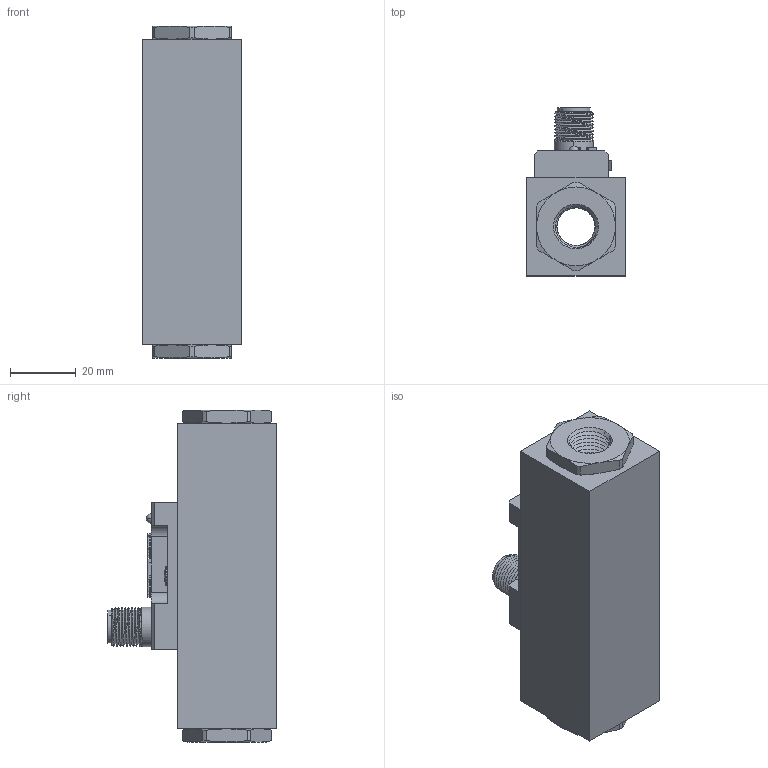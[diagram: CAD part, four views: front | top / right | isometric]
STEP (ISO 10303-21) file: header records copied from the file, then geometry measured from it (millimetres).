
FILE_DESCRIPTION((''),'2;1');
FILE_NAME('FC210-G14KDCM1-3D_ASM','2021-10-22T',('Administrator'),(''),'CREO PARAMETRIC BY PTC INC, 2014350','CREO PARAMETRIC BY PTC INC, 2014350','');
FILE_SCHEMA(('CONFIG_CONTROL_DESIGN'));
Length unit declared in the file: millimetre
Products named in the file (7): FC210-G12K-L1-3D; FC210-HK-KT-LED; HSHSM-4; HK-KT-LED_ASM; M3X6MM-DZ; G12M-G14K-FC210; FC210-G14KDCM1-3D_ASM
Assembly tree (7 placements, depth 3):
  FC210-G14KDCM1-3D_ASM
    FC210-G12K-L1-3D
    HK-KT-LED_ASM
      FC210-HK-KT-LED
      HSHSM-4
    M3X6MM-DZ
    G12M-G14K-FC210  x2
Bounding box: 30 x 51.2 x 101 mm (x, y, z)
Volume: 66864.6 mm3; surface area: 33422.2 mm2
Topology: 6 solids, 7 shells, 606 faces, 1673 edges, 1106 vertices
Faces by surface type: plane 362, cylinder 102, bspline 66, cone 52, sphere 18, torus 4, revolution 2
Entity records: 27798 total; most frequent: CARTESIAN_POINT 14164, ORIENTED_EDGE 2966, DIRECTION 2491, EDGE_CURVE 1485, VECTOR 1035, LINE 1035, VERTEX_POINT 995, AXIS2_PLACEMENT_3D 727
